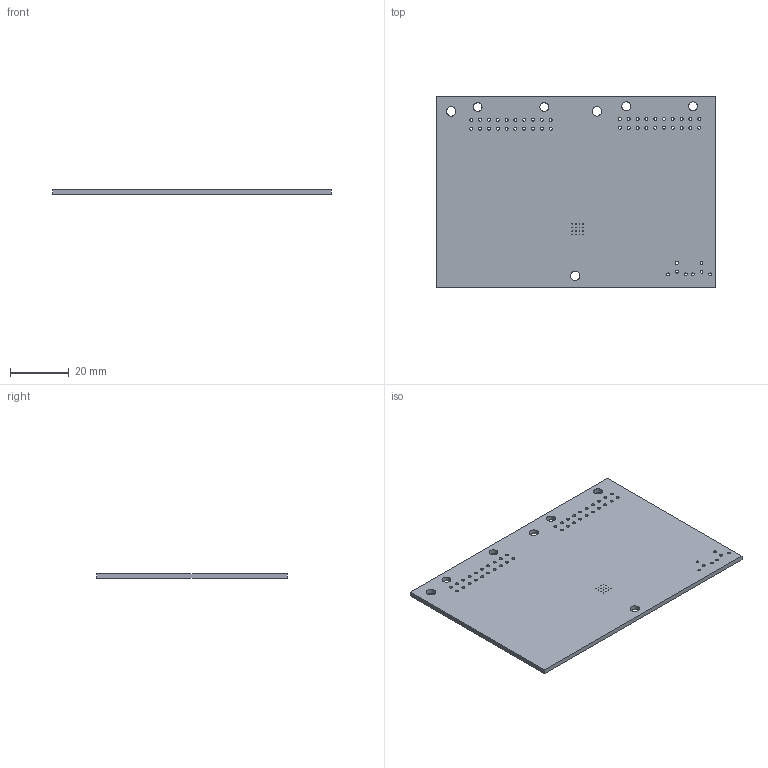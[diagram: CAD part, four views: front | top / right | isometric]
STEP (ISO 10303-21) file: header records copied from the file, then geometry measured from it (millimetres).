
FILE_DESCRIPTION(('KiCad electronic assembly'),'2;1');
FILE_NAME('FTCMS.step','2023-10-10T20:54:12',('Pcbnew'),('Kicad'), 'Open CASCADE STEP processor 7.6','KiCad to STEP converter','Unknown' );
FILE_SCHEMA(('AUTOMOTIVE_DESIGN { 1 0 10303 214 1 1 1 1 }'));
Length unit declared in the file: millimetre
Products named in the file (2): FTCMS 1; FTCMS PCB
Assembly tree (1 placements, depth 2):
  FTCMS 1
    FTCMS PCB
Bounding box: 95 x 64.9 x 1.6 mm (x, y, z)
Volume: 9716.9 mm3; surface area: 13027.8 mm2
Topology: 1 solids, 1 shells, 77 faces, 225 edges, 150 vertices
Faces by surface type: cylinder 71, plane 6
Full cylindrical faces by diameter (mm): 0.2 x16, 1 x8, 1.02 x40, 3 x4, 3.2 x3
Entity records: 6323 total; most frequent: CARTESIAN_POINT 1756, DIRECTION 833, ORIENTED_EDGE 450, PCURVE 450, DEFINITIONAL_REPRESENTATION 450, LINE 391, VECTOR 391, EDGE_CURVE 225
